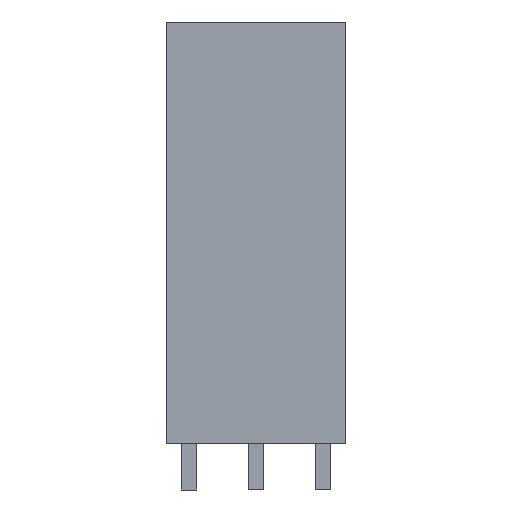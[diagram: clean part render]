
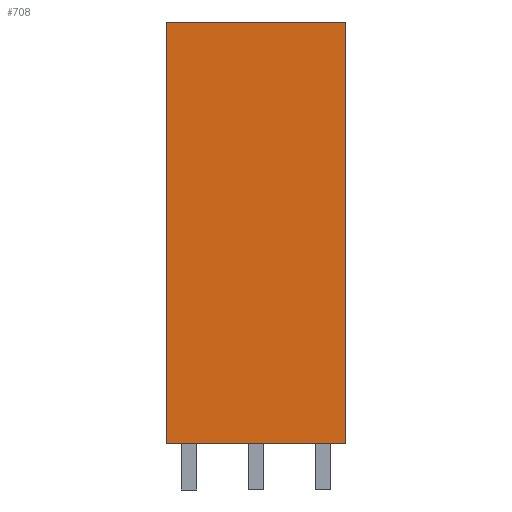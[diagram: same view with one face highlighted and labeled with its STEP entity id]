
A CAD part, left-side view. The second image highlights one B-rep face of the part: STEP entity #708.
In plain terms, the highlighted planar face has unit normal (-1, 0, 0).
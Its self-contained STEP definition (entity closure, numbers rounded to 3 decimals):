
#688=AXIS2_PLACEMENT_3D('Plane Axis2P3D',#685,#686,#687) ;
#42=CARTESIAN_POINT('Vertex',(0.,0.,3.5)) ;
#45=CARTESIAN_POINT('Line Origine',(0.,6.8,3.5)) ;
#49=CARTESIAN_POINT('Vertex',(0.,13.6,3.5)) ;
#202=CARTESIAN_POINT('Line Origine',(0.,0.,19.5)) ;
#206=CARTESIAN_POINT('Vertex',(0.,0.,35.5)) ;
#685=CARTESIAN_POINT('Axis2P3D Location',(0.,0.,35.5)) ;
#690=CARTESIAN_POINT('Line Origine',(0.,6.8,35.5)) ;
#694=CARTESIAN_POINT('Vertex',(0.,13.6,35.5)) ;
#697=CARTESIAN_POINT('Line Origine',(0.,13.6,19.5)) ;
#46=DIRECTION('Vector Direction',(0.,-1.,0.)) ;
#203=DIRECTION('Vector Direction',(0.,0.,1.)) ;
#686=DIRECTION('Axis2P3D Direction',(-1.,0.,0.)) ;
#687=DIRECTION('Axis2P3D XDirection',(0.,1.,0.)) ;
#691=DIRECTION('Vector Direction',(0.,1.,0.)) ;
#698=DIRECTION('Vector Direction',(0.,0.,-1.)) ;
#47=VECTOR('Line Direction',#46,1.) ;
#204=VECTOR('Line Direction',#203,1.) ;
#692=VECTOR('Line Direction',#691,1.) ;
#699=VECTOR('Line Direction',#698,1.) ;
#703=ORIENTED_EDGE('',*,*,#51,.T.) ;
#704=ORIENTED_EDGE('',*,*,#208,.T.) ;
#705=ORIENTED_EDGE('',*,*,#696,.T.) ;
#706=ORIENTED_EDGE('',*,*,#701,.T.) ;
#708=ADVANCED_FACE('HOUSING',(#707),#689,.T.) ;
#51=EDGE_CURVE('',#50,#43,#48,.T.) ;
#208=EDGE_CURVE('',#43,#207,#205,.T.) ;
#696=EDGE_CURVE('',#207,#695,#693,.T.) ;
#701=EDGE_CURVE('',#695,#50,#700,.T.) ;
#702=EDGE_LOOP('',(#703,#704,#705,#706)) ;
#707=FACE_OUTER_BOUND('',#702,.T.) ;
#48=LINE('Line',#45,#47) ;
#205=LINE('Line',#202,#204) ;
#693=LINE('Line',#690,#692) ;
#700=LINE('Line',#697,#699) ;
#689=PLANE('',#688) ;
#43=VERTEX_POINT('',#42) ;
#50=VERTEX_POINT('',#49) ;
#207=VERTEX_POINT('',#206) ;
#695=VERTEX_POINT('',#694) ;
